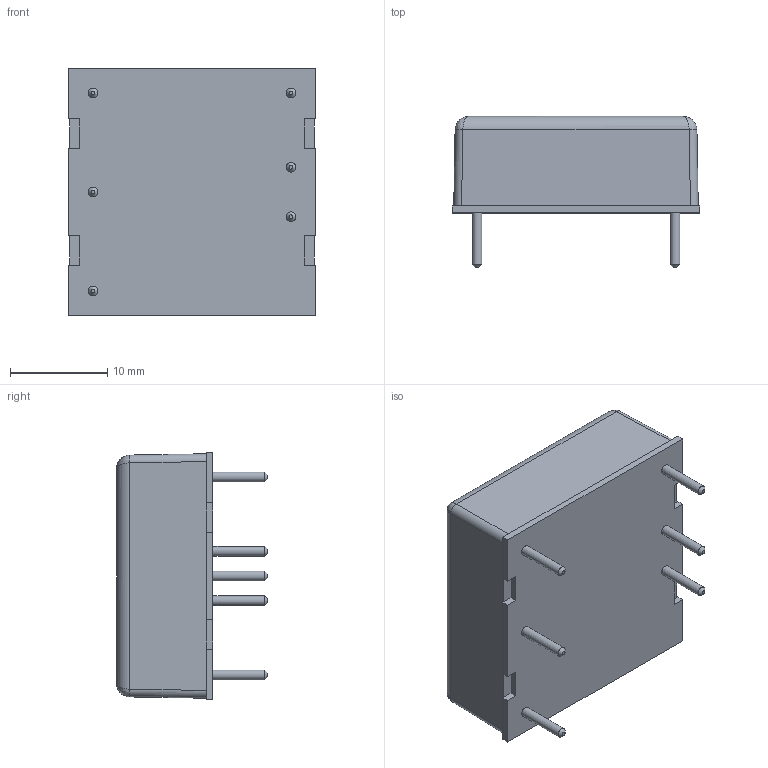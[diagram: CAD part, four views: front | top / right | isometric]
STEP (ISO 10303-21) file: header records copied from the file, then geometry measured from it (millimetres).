
FILE_DESCRIPTION (( 'STEP AP214' ), '1' );
FILE_NAME ('THN 10WIR-V00.STEP', '2019-07-18T02:29:30', ( 'user' ), ( '' ), 'SwSTEP 2.0', 'SolidWorks 2016', '' );
FILE_SCHEMA (( 'AUTOMOTIVE_DESIGN' ));
Length unit declared in the file: millimetre
Products named in the file (2): THN 10WIR-V00
Bounding box: 25.4 x 15.5 x 25.4 mm (x, y, z)
Volume: 6145.7 mm3; surface area: 2297.9 mm2
Topology: 1 solids, 1 shells, 64 faces, 152 edges, 92 vertices
Faces by surface type: plane 40, cylinder 14, cone 6, bspline 4
Full cylindrical faces by diameter (mm): 1 x6
Entity records: 2363 total; most frequent: CARTESIAN_POINT 482, DIRECTION 264, ORIENTED_EDGE 260, EDGE_CURVE 130, VECTOR 96, LINE 96, VERTEX_POINT 86, AXIS2_PLACEMENT_3D 84
